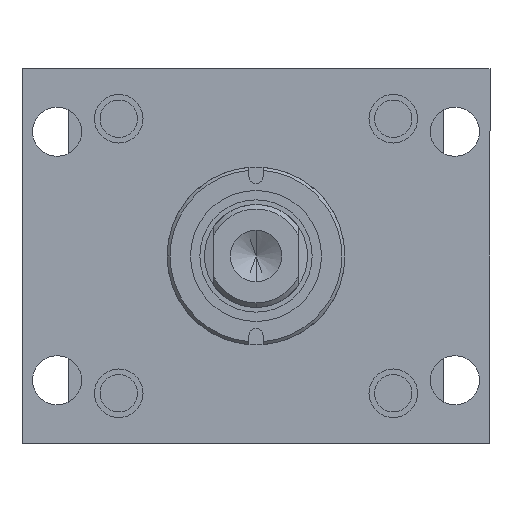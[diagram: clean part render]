
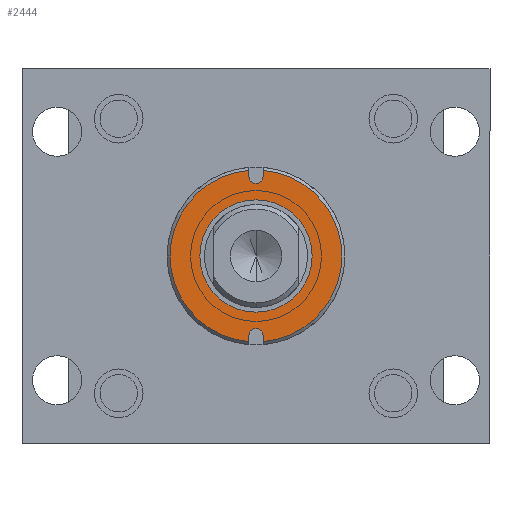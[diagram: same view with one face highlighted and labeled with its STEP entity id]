
A CAD part, left-side view. The second image highlights one B-rep face of the part: STEP entity #2444.
In plain terms, the highlighted planar face has unit normal (-1, 0, 0).
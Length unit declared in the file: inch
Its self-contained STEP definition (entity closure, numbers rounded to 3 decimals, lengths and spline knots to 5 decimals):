
#165 = ORIENTED_EDGE ( 'NONE', *, *, #2742, .F. ) ;
#169 = DIRECTION ( 'NONE',  ( 1., 0., 0. ) ) ;
#191 = AXIS2_PLACEMENT_3D ( 'NONE', #2554, #7156, #3633 ) ;
#246 = LINE ( 'NONE', #4809, #4039 ) ;
#253 = DIRECTION ( 'NONE',  ( 0., 0., 1. ) ) ;
#312 = EDGE_CURVE ( 'NONE', #5465, #4886, #2044, .T. ) ;
#483 = EDGE_CURVE ( 'NONE', #4167, #578, #5907, .T. ) ;
#542 = ORIENTED_EDGE ( 'NONE', *, *, #312, .T. ) ;
#563 = EDGE_LOOP ( 'NONE', ( #6174, #4702, #5501, #2601, #5784, #542, #1317, #5919, #3403 ) ) ;
#578 = VERTEX_POINT ( 'NONE', #3485 ) ;
#642 = FACE_OUTER_BOUND ( 'NONE', #563, .T. ) ;
#657 = CARTESIAN_POINT ( 'NONE',  ( 9.17484, 15.3203, 0.094 ) ) ;
#723 = DIRECTION ( 'NONE',  ( 0., 0., -1. ) ) ;
#1287 = DIRECTION ( 'NONE',  ( 0., 1., 0. ) ) ;
#1289 = CARTESIAN_POINT ( 'NONE',  ( 9.17484, 17.5298, 0. ) ) ;
#1294 = VERTEX_POINT ( 'NONE', #2726 ) ;
#1317 = ORIENTED_EDGE ( 'NONE', *, *, #7516, .T. ) ;
#1332 = ORIENTED_EDGE ( 'NONE', *, *, #3832, .F. ) ;
#1427 = CIRCLE ( 'NONE', #3492, 1.1475 ) ;
#1509 = EDGE_CURVE ( 'NONE', #4167, #4218, #5694, .T. ) ;
#1548 = AXIS2_PLACEMENT_3D ( 'NONE', #7308, #3781, #253 ) ;
#1587 = EDGE_LOOP ( 'NONE', ( #165, #1332 ) ) ;
#1882 = CARTESIAN_POINT ( 'NONE',  ( 9.17484, 16.3823, 0. ) ) ;
#1946 = VERTEX_POINT ( 'NONE', #2735 ) ;
#2044 = CIRCLE ( 'NONE', #191, 1.1475 ) ;
#2054 = VECTOR ( 'NONE', #3807, 39.37008 ) ;
#2149 = CIRCLE ( 'NONE', #7456, 0.094 ) ;
#2150 = CARTESIAN_POINT ( 'NONE',  ( 9.17484, 17.5298, -0.094 ) ) ;
#2301 = DIRECTION ( 'NONE',  ( 0., 0., -1. ) ) ;
#2334 = DIRECTION ( 'NONE',  ( -1., 0., 0. ) ) ;
#2394 = EDGE_CURVE ( 'NONE', #5465, #2886, #246, .T. ) ;
#2444 = ADVANCED_FACE ( 'NONE', ( #7688, #642 ), #4814, .F. ) ;
#2554 = CARTESIAN_POINT ( 'NONE',  ( 9.17484, 16.3823, 0. ) ) ;
#2577 = CARTESIAN_POINT ( 'NONE',  ( 9.17484, 15.3203, -0.094 ) ) ;
#2601 = ORIENTED_EDGE ( 'NONE', *, *, #6102, .T. ) ;
#2658 = CARTESIAN_POINT ( 'NONE',  ( 9.17484, 15.23865, 0.094 ) ) ;
#2693 = AXIS2_PLACEMENT_3D ( 'NONE', #1289, #5855, #2301 ) ;
#2719 = CARTESIAN_POINT ( 'NONE',  ( 9.17484, 16.3823, 0. ) ) ;
#2726 = CARTESIAN_POINT ( 'NONE',  ( 9.17484, 16.3823, 0.75 ) ) ;
#2734 = LINE ( 'NONE', #7338, #2054 ) ;
#2735 = CARTESIAN_POINT ( 'NONE',  ( 9.17484, 16.3823, -0.75 ) ) ;
#2742 = EDGE_CURVE ( 'NONE', #1294, #1946, #6571, .T. ) ;
#2886 = VERTEX_POINT ( 'NONE', #657 ) ;
#2938 = DIRECTION ( 'NONE',  ( 0., 0., 1. ) ) ;
#3277 = AXIS2_PLACEMENT_3D ( 'NONE', #7759, #4256, #723 ) ;
#3403 = ORIENTED_EDGE ( 'NONE', *, *, #1509, .F. ) ;
#3445 = LINE ( 'NONE', #8014, #5656 ) ;
#3485 = CARTESIAN_POINT ( 'NONE',  ( 9.17484, 16.3823, -1.1475 ) ) ;
#3492 = AXIS2_PLACEMENT_3D ( 'NONE', #1882, #6459, #2938 ) ;
#3590 = VERTEX_POINT ( 'NONE', #3923 ) ;
#3633 = DIRECTION ( 'NONE',  ( 0., 0., 1. ) ) ;
#3693 = CARTESIAN_POINT ( 'NONE',  ( 9.17484, 15.3203, 0. ) ) ;
#3781 = DIRECTION ( 'NONE',  ( -1., 0., 0. ) ) ;
#3794 = DIRECTION ( 'NONE',  ( 0., 0., 1. ) ) ;
#3807 = DIRECTION ( 'NONE',  ( 0., 1., 0. ) ) ;
#3830 = CARTESIAN_POINT ( 'NONE',  ( 9.17484, 17.52594, 0.094 ) ) ;
#3832 = EDGE_CURVE ( 'NONE', #1946, #1294, #7062, .T. ) ;
#3923 = CARTESIAN_POINT ( 'NONE',  ( 9.17484, 15.23865, -0.094 ) ) ;
#4039 = VECTOR ( 'NONE', #1287, 39.37008 ) ;
#4167 = VERTEX_POINT ( 'NONE', #5277 ) ;
#4218 = VERTEX_POINT ( 'NONE', #5660 ) ;
#4256 = DIRECTION ( 'NONE',  ( 1., 0., 0. ) ) ;
#4503 = DIRECTION ( 'NONE',  ( 0., -1., 0. ) ) ;
#4572 = EDGE_CURVE ( 'NONE', #3590, #5648, #2734, .T. ) ;
#4702 = ORIENTED_EDGE ( 'NONE', *, *, #7708, .T. ) ;
#4729 = DIRECTION ( 'NONE',  ( 0., 0., -1. ) ) ;
#4809 = CARTESIAN_POINT ( 'NONE',  ( 9.17484, 17.5298, 0.094 ) ) ;
#4814 = PLANE ( 'NONE',  #2693 ) ;
#4886 = VERTEX_POINT ( 'NONE', #3830 ) ;
#5277 = CARTESIAN_POINT ( 'NONE',  ( 9.17484, 17.52594, -0.094 ) ) ;
#5359 = EDGE_CURVE ( 'NONE', #5398, #4218, #8032, .T. ) ;
#5371 = AXIS2_PLACEMENT_3D ( 'NONE', #5894, #2334, #6943 ) ;
#5398 = VERTEX_POINT ( 'NONE', #6989 ) ;
#5465 = VERTEX_POINT ( 'NONE', #2658 ) ;
#5501 = ORIENTED_EDGE ( 'NONE', *, *, #4572, .T. ) ;
#5648 = VERTEX_POINT ( 'NONE', #2577 ) ;
#5656 = VECTOR ( 'NONE', #4503, 39.37008 ) ;
#5660 = CARTESIAN_POINT ( 'NONE',  ( 9.17484, 17.4443, -0.094 ) ) ;
#5694 = LINE ( 'NONE', #2150, #6224 ) ;
#5784 = ORIENTED_EDGE ( 'NONE', *, *, #2394, .F. ) ;
#5855 = DIRECTION ( 'NONE',  ( 1., 0., 0. ) ) ;
#5894 = CARTESIAN_POINT ( 'NONE',  ( 9.17484, 16.3823, 0. ) ) ;
#5907 = CIRCLE ( 'NONE', #1548, 1.1475 ) ;
#5919 = ORIENTED_EDGE ( 'NONE', *, *, #5359, .T. ) ;
#6102 = EDGE_CURVE ( 'NONE', #5648, #2886, #2149, .T. ) ;
#6174 = ORIENTED_EDGE ( 'NONE', *, *, #483, .T. ) ;
#6224 = VECTOR ( 'NONE', #6735, 39.37008 ) ;
#6459 = DIRECTION ( 'NONE',  ( -1., 0., 0. ) ) ;
#6571 = CIRCLE ( 'NONE', #5371, 0.75 ) ;
#6735 = DIRECTION ( 'NONE',  ( 0., -1., 0. ) ) ;
#6943 = DIRECTION ( 'NONE',  ( 0., 0., 1. ) ) ;
#6989 = CARTESIAN_POINT ( 'NONE',  ( 9.17484, 17.4443, 0.094 ) ) ;
#7062 = CIRCLE ( 'NONE', #7380, 0.75 ) ;
#7156 = DIRECTION ( 'NONE',  ( -1., 0., 0. ) ) ;
#7308 = CARTESIAN_POINT ( 'NONE',  ( 9.17484, 16.3823, 0. ) ) ;
#7324 = DIRECTION ( 'NONE',  ( -1., 0., 0. ) ) ;
#7338 = CARTESIAN_POINT ( 'NONE',  ( 9.17484, 17.5298, -0.094 ) ) ;
#7380 = AXIS2_PLACEMENT_3D ( 'NONE', #2719, #7324, #3794 ) ;
#7456 = AXIS2_PLACEMENT_3D ( 'NONE', #3693, #169, #4729 ) ;
#7516 = EDGE_CURVE ( 'NONE', #4886, #5398, #3445, .T. ) ;
#7688 = FACE_BOUND ( 'NONE', #1587, .T. ) ;
#7708 = EDGE_CURVE ( 'NONE', #578, #3590, #1427, .T. ) ;
#7759 = CARTESIAN_POINT ( 'NONE',  ( 9.17484, 17.4443, 0. ) ) ;
#8014 = CARTESIAN_POINT ( 'NONE',  ( 9.17484, 17.5298, 0.094 ) ) ;
#8032 = CIRCLE ( 'NONE', #3277, 0.094 ) ;
